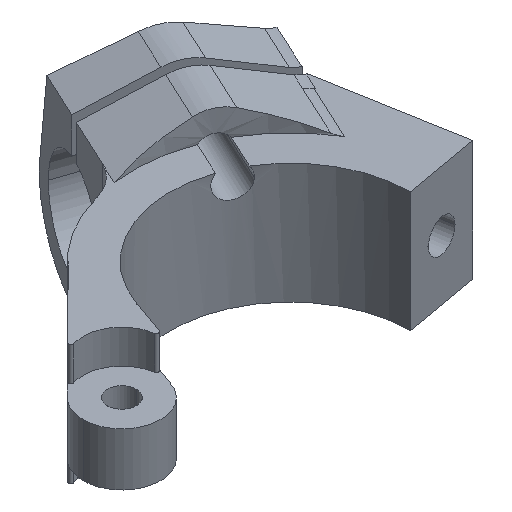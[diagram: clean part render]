
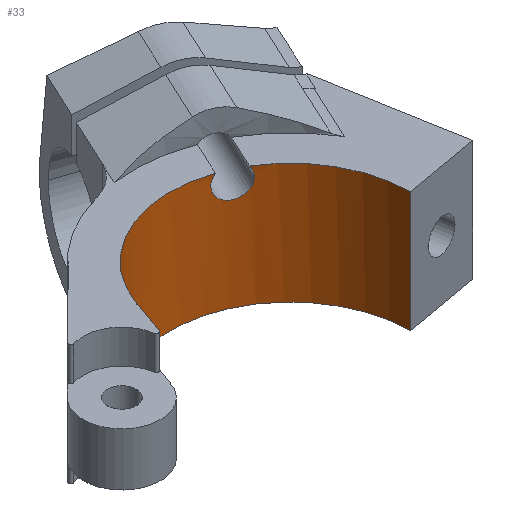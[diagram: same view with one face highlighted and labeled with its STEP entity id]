
A CAD part, isometric view. The second image highlights one B-rep face of the part: STEP entity #33.
In plain terms, the highlighted cylindrical face has radius 25 mm (diameter 50 mm), a partial arc.
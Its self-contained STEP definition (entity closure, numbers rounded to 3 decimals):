
#33 = ADVANCED_FACE ( 'NONE', ( #2032 ), #1849, .F. ) ;
#46 = CARTESIAN_POINT ( 'NONE',  ( 10.162, 22.843, 19.5 ) ) ;
#52 = AXIS2_PLACEMENT_3D ( 'NONE', #70, #292, #1151 ) ;
#70 = CARTESIAN_POINT ( 'NONE',  ( 0., 0., 25. ) ) ;
#93 = VERTEX_POINT ( 'NONE', #1631 ) ;
#120 = CARTESIAN_POINT ( 'NONE',  ( 9.759, 23.018, 19.587 ) ) ;
#162 = CARTESIAN_POINT ( 'NONE',  ( 9.561, 23.101, 19.652 ) ) ;
#172 = DIRECTION ( 'NONE',  ( 0., 0., 1. ) ) ;
#200 = CARTESIAN_POINT ( 'NONE',  ( 8.053, 23.668, 20.805 ) ) ;
#207 = ORIENTED_EDGE ( 'NONE', *, *, #1639, .F. ) ;
#224 = CARTESIAN_POINT ( 'NONE',  ( 8.997, 23.326, 19.927 ) ) ;
#250 = CARTESIAN_POINT ( 'NONE',  ( 8.648, 23.457, 20.176 ) ) ;
#268 = EDGE_CURVE ( 'NONE', #983, #1320, #1298, .T. ) ;
#280 = CARTESIAN_POINT ( 'NONE',  ( 8.486, 23.516, 20.317 ) ) ;
#281 = DIRECTION ( 'NONE',  ( 0., 0., -1. ) ) ;
#283 = EDGE_CURVE ( 'NONE', #732, #1084, #1451, .T. ) ;
#292 = DIRECTION ( 'NONE',  ( 0., 0., -1. ) ) ;
#302 = CARTESIAN_POINT ( 'NONE',  ( 7.818, 23.747, 21.174 ) ) ;
#334 = CARTESIAN_POINT ( 'NONE',  ( 7.386, 23.884, 22.878 ) ) ;
#337 = CARTESIAN_POINT ( 'NONE',  ( 7.718, 23.779, 21.369 ) ) ;
#369 = CARTESIAN_POINT ( 'NONE',  ( 7.554, 23.832, 21.781 ) ) ;
#374 = CARTESIAN_POINT ( 'NONE',  ( 7.869, 23.73, 24.699 ) ) ;
#376 = VERTEX_POINT ( 'NONE', #1456 ) ;
#377 = CARTESIAN_POINT ( 'NONE',  ( 7.386, 23.884, 22.878 ) ) ;
#383 = CARTESIAN_POINT ( 'NONE',  ( 7.491, 23.851, 21.997 ) ) ;
#399 = CARTESIAN_POINT ( 'NONE',  ( 8.098, 23.652, 25. ) ) ;
#450 = CARTESIAN_POINT ( 'NONE',  ( 7.448, 23.865, 23.639 ) ) ;
#461 = B_SPLINE_CURVE_WITH_KNOTS ( 'NONE', 3,
 ( #702, #720, #736, #751, #764, #773, #785, #795, #1832, #1935 ),
 .UNSPECIFIED., .F., .F.,
 ( 4, 2, 2, 2, 4 ),
 ( 0.013, 0.013, 0.014, 0.015, 0.015 ),
 .UNSPECIFIED. ) ;
#468 = CARTESIAN_POINT ( 'NONE',  ( 7.386, 23.884, 23.264 ) ) ;
#510 = DIRECTION ( 'NONE',  ( 0., 0., -1. ) ) ;
#541 = CARTESIAN_POINT ( 'NONE',  ( 7.386, 23.884, 22.878 ) ) ;
#563 = EDGE_CURVE ( 'NONE', #734, #983, #2043, .T. ) ;
#569 = CARTESIAN_POINT ( 'NONE',  ( -23.571, 8.33, 25. ) ) ;
#583 = CIRCLE ( 'NONE', #1682, 25. ) ;
#592 = ORIENTED_EDGE ( 'NONE', *, *, #600, .T. ) ;
#600 = EDGE_CURVE ( 'NONE', #1606, #1084, #939, .T. ) ;
#630 = EDGE_CURVE ( 'NONE', #1320, #376, #461, .T. ) ;
#633 = ORIENTED_EDGE ( 'NONE', *, *, #563, .F. ) ;
#678 = ORIENTED_EDGE ( 'NONE', *, *, #1657, .T. ) ;
#702 = CARTESIAN_POINT ( 'NONE',  ( 13.549, 21.01, 22.878 ) ) ;
#711 = CIRCLE ( 'NONE', #1110, 25. ) ;
#719 = CARTESIAN_POINT ( 'NONE',  ( 7.407, 23.878, 22.432 ) ) ;
#720 = CARTESIAN_POINT ( 'NONE',  ( 13.549, 21.01, 23.068 ) ) ;
#732 = VERTEX_POINT ( 'NONE', #1514 ) ;
#734 = VERTEX_POINT ( 'NONE', #1608 ) ;
#736 = CARTESIAN_POINT ( 'NONE',  ( 13.535, 21.019, 23.258 ) ) ;
#738 = CARTESIAN_POINT ( 'NONE',  ( 10.766, 22.564, 19.478 ) ) ;
#751 = CARTESIAN_POINT ( 'NONE',  ( 13.481, 21.054, 23.635 ) ) ;
#764 = CARTESIAN_POINT ( 'NONE',  ( 13.44, 21.08, 23.822 ) ) ;
#773 = CARTESIAN_POINT ( 'NONE',  ( 13.333, 21.148, 24.181 ) ) ;
#785 = CARTESIAN_POINT ( 'NONE',  ( 13.267, 21.19, 24.354 ) ) ;
#795 = CARTESIAN_POINT ( 'NONE',  ( 13.109, 21.288, 24.689 ) ) ;
#921 = VECTOR ( 'NONE', #510, 1000. ) ;
#939 = LINE ( 'NONE', #569, #921 ) ;
#953 = ORIENTED_EDGE ( 'NONE', *, *, #1417, .T. ) ;
#955 = EDGE_LOOP ( 'NONE', ( #633, #953, #592, #1953, #207, #678, #1404, #1215 ) ) ;
#977 = CARTESIAN_POINT ( 'NONE',  ( 0., 0., 25. ) ) ;
#983 = VERTEX_POINT ( 'NONE', #541 ) ;
#1057 = CARTESIAN_POINT ( 'NONE',  ( 10.363, 22.752, 19.478 ) ) ;
#1059 = VECTOR ( 'NONE', #281, 1000. ) ;
#1084 = VERTEX_POINT ( 'NONE', #1650 ) ;
#1089 = LINE ( 'NONE', #1302, #1059 ) ;
#1094 = DIRECTION ( 'NONE',  ( 1., 0., 0. ) ) ;
#1110 = AXIS2_PLACEMENT_3D ( 'NONE', #977, #2064, #1142 ) ;
#1132 = CARTESIAN_POINT ( 'NONE',  ( 7.386, 23.884, 22.653 ) ) ;
#1142 = DIRECTION ( 'NONE',  ( 1., 0., 0. ) ) ;
#1151 = DIRECTION ( 'NONE',  ( -1., 0., 0. ) ) ;
#1159 = CARTESIAN_POINT ( 'NONE',  ( 0., 0., 25. ) ) ;
#1215 = ORIENTED_EDGE ( 'NONE', *, *, #268, .F. ) ;
#1244 = CARTESIAN_POINT ( 'NONE',  ( 8.19, 23.621, 20.63 ) ) ;
#1292 = CARTESIAN_POINT ( 'NONE',  ( -23.571, 8.33, 25. ) ) ;
#1298 = B_SPLINE_CURVE_WITH_KNOTS ( 'NONE', 3,
 ( #377, #1132, #719, #383, #369, #337, #302, #200, #1244, #280, #250, #224, #1405, #162, #120, #46, #1057, #738, #1756, #1549, #2074, #2068, #2059, #2044, #2035, #2029, #2001, #1941, #1908, #1899, #1893, #1889, #1874, #1869 ),
 .UNSPECIFIED., .F., .F.,
 ( 4, 2, 2, 2, 2, 2, 2, 2, 2, 2, 2, 2, 2, 2, 2, 2, 4 ),
 ( 0.002, 0.003, 0.004, 0.004, 0.005, 0.006, 0.006, 0.007, 0.008, 0.008, 0.009, 0.01, 0.01, 0.011, 0.012, 0.012, 0.013 ),
 .UNSPECIFIED. ) ;
#1302 = CARTESIAN_POINT ( 'NONE',  ( 25., 0., 25. ) ) ;
#1320 = VERTEX_POINT ( 'NONE', #1656 ) ;
#1391 = CARTESIAN_POINT ( 'NONE',  ( 7.693, 23.787, 24.367 ) ) ;
#1404 = ORIENTED_EDGE ( 'NONE', *, *, #630, .F. ) ;
#1405 = CARTESIAN_POINT ( 'NONE',  ( 9.181, 23.254, 19.822 ) ) ;
#1417 = EDGE_CURVE ( 'NONE', #734, #1606, #583, .T. ) ;
#1451 = CIRCLE ( 'NONE', #1522, 25. ) ;
#1456 = CARTESIAN_POINT ( 'NONE',  ( 12.913, 21.407, 25. ) ) ;
#1514 = CARTESIAN_POINT ( 'NONE',  ( 25., 0., 0. ) ) ;
#1522 = AXIS2_PLACEMENT_3D ( 'NONE', #1745, #1740, #1733 ) ;
#1549 = CARTESIAN_POINT ( 'NONE',  ( 11.359, 22.271, 19.587 ) ) ;
#1606 = VERTEX_POINT ( 'NONE', #1292 ) ;
#1608 = CARTESIAN_POINT ( 'NONE',  ( 8.098, 23.652, 25. ) ) ;
#1631 = CARTESIAN_POINT ( 'NONE',  ( 25., 0., 25. ) ) ;
#1639 = EDGE_CURVE ( 'NONE', #93, #732, #1089, .T. ) ;
#1650 = CARTESIAN_POINT ( 'NONE',  ( -23.571, 8.33, 0. ) ) ;
#1656 = CARTESIAN_POINT ( 'NONE',  ( 13.549, 21.01, 22.878 ) ) ;
#1657 = EDGE_CURVE ( 'NONE', #93, #376, #711, .T. ) ;
#1682 = AXIS2_PLACEMENT_3D ( 'NONE', #1159, #172, #1094 ) ;
#1733 = DIRECTION ( 'NONE',  ( 1., 0., 0. ) ) ;
#1740 = DIRECTION ( 'NONE',  ( 0., 0., 1. ) ) ;
#1745 = CARTESIAN_POINT ( 'NONE',  ( 0., 0., 0. ) ) ;
#1756 = CARTESIAN_POINT ( 'NONE',  ( 10.969, 22.466, 19.5 ) ) ;
#1832 = CARTESIAN_POINT ( 'NONE',  ( 13.017, 21.344, 24.85 ) ) ;
#1849 = CYLINDRICAL_SURFACE ( 'NONE', #52, 25. ) ;
#1869 = CARTESIAN_POINT ( 'NONE',  ( 13.549, 21.01, 22.878 ) ) ;
#1874 = CARTESIAN_POINT ( 'NONE',  ( 13.549, 21.01, 22.656 ) ) ;
#1889 = CARTESIAN_POINT ( 'NONE',  ( 13.53, 21.022, 22.43 ) ) ;
#1893 = CARTESIAN_POINT ( 'NONE',  ( 13.456, 21.07, 21.994 ) ) ;
#1899 = CARTESIAN_POINT ( 'NONE',  ( 13.401, 21.105, 21.782 ) ) ;
#1908 = CARTESIAN_POINT ( 'NONE',  ( 13.256, 21.197, 21.371 ) ) ;
#1935 = CARTESIAN_POINT ( 'NONE',  ( 12.913, 21.407, 25. ) ) ;
#1941 = CARTESIAN_POINT ( 'NONE',  ( 13.165, 21.253, 21.172 ) ) ;
#1953 = ORIENTED_EDGE ( 'NONE', *, *, #283, .F. ) ;
#2001 = CARTESIAN_POINT ( 'NONE',  ( 12.953, 21.383, 20.804 ) ) ;
#2029 = CARTESIAN_POINT ( 'NONE',  ( 12.832, 21.456, 20.632 ) ) ;
#2032 = FACE_OUTER_BOUND ( 'NONE', #955, .T. ) ;
#2035 = CARTESIAN_POINT ( 'NONE',  ( 12.558, 21.618, 20.315 ) ) ;
#2043 = B_SPLINE_CURVE_WITH_KNOTS ( 'NONE', 3,
 ( #399, #374, #1391, #450, #468, #334 ),
 .UNSPECIFIED., .F., .F.,
 ( 4, 2, 4 ),
 ( 0., 0.001, 0.002 ),
 .UNSPECIFIED. ) ;
#2044 = CARTESIAN_POINT ( 'NONE',  ( 12.409, 21.704, 20.174 ) ) ;
#2059 = CARTESIAN_POINT ( 'NONE',  ( 12.087, 21.885, 19.928 ) ) ;
#2064 = DIRECTION ( 'NONE',  ( 0., 0., 1. ) ) ;
#2068 = CARTESIAN_POINT ( 'NONE',  ( 11.912, 21.98, 19.822 ) ) ;
#2074 = CARTESIAN_POINT ( 'NONE',  ( 11.548, 22.174, 19.651 ) ) ;
